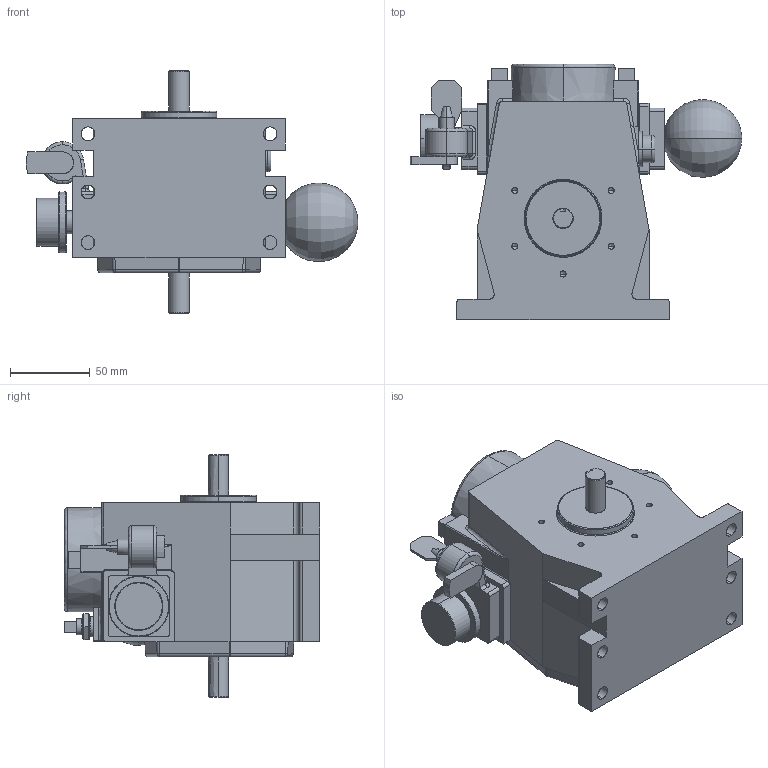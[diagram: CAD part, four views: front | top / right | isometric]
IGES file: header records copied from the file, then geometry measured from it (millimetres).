
Start section: SolidWorks IGES file using analytic representation for surfaces
Global section: file name: Diff 1.igs; native system: SolidWorks 2010; preprocessor: SolidWorks 2010; author: Josh; date: 101212.234626; units: inch
Bounding box: 208.28 x 160.27 x 152.4 mm (x, y, z)
Surface area: 112763.4 mm2 (no closed solid volume)
Topology: 0 solids, 0 shells, 364 faces, 4196 edges, 4169 vertices
Faces by surface type: revolution 189, bspline 175
